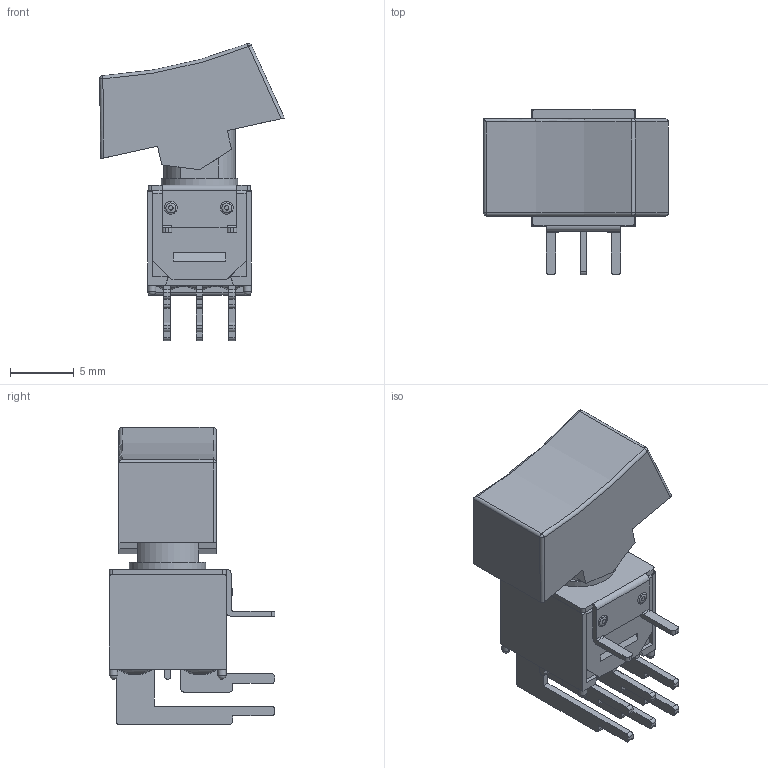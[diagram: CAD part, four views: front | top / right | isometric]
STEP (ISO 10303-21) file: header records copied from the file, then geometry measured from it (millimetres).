
FILE_DESCRIPTION((' '),'2;1');
FILE_NAME('400MDPxR1xxxM6xE.stp','2017-07-21T12:43:00',(' '),(' '),' ','ACIS',' ');
FILE_SCHEMA(('CONFIG_CONTROL_DESIGN'));
Length unit declared in the file: inch
Products named in the file (1): 400MDPxR1xxxM6xE.stp
Bounding box: 14.45 x 12.95 x 23.26 mm (x, y, z)
Volume: 771.6 mm3; surface area: 1814 mm2
Topology: 1 solids, 2 shells, 303 faces, 838 edges, 540 vertices
Faces by surface type: plane 205, cylinder 69, bspline 18, sphere 7, cone 2, torus 2
Full cylindrical faces by diameter (mm): 0.65 x4, 3.25 x1, 6 x1
Entity records: 12059 total; most frequent: CARTESIAN_POINT 4371, ORIENTED_EDGE 1632, DIRECTION 1490, EDGE_CURVE 816, VECTOR 582, LINE 582, VERTEX_POINT 533, AXIS2_PLACEMENT_3D 454
